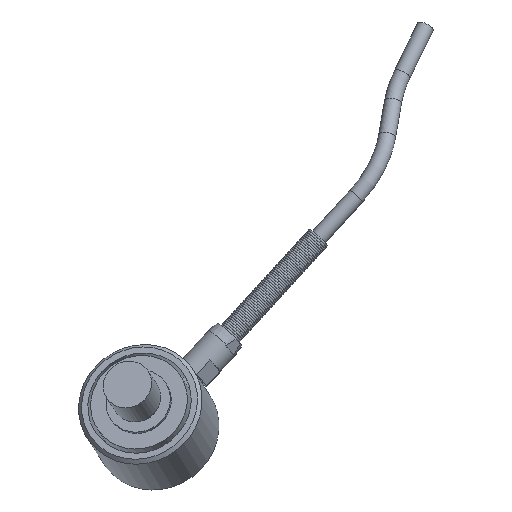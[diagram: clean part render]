
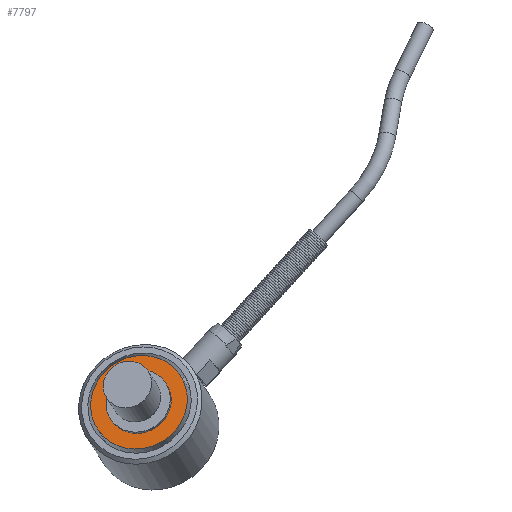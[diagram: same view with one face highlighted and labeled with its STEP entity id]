
A CAD part, isometric view. The second image highlights one B-rep face of the part: STEP entity #7797.
In plain terms, the highlighted face is planar.
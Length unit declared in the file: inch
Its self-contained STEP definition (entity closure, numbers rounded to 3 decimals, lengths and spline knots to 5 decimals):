
#6571=CARTESIAN_POINT('',(-0.25,0.,0.33));
#6572=VERTEX_POINT('',#6571);
#6573=CARTESIAN_POINT('',(0.0,0.,0.33));
#6574=DIRECTION('',(0.0,0.0,-1.0));
#6575=DIRECTION('',(1.0,0.0,0.0));
#6576=AXIS2_PLACEMENT_3D('',#6573,#6574,#6575);
#6577=CIRCLE('',#6576,0.25);
#6578=EDGE_CURVE('',#6572,#6572,#6577,.T.);
#6793=CARTESIAN_POINT('',(0.375,0.,0.33));
#6794=VERTEX_POINT('',#6793);
#6795=CARTESIAN_POINT('',(0.0,0.,0.33));
#6796=DIRECTION('',(0.0,0.0,-1.0));
#6797=DIRECTION('',(1.0,0.0,0.0));
#6798=AXIS2_PLACEMENT_3D('',#6795,#6796,#6797);
#6799=CIRCLE('',#6798,0.375);
#6800=EDGE_CURVE('',#6794,#6794,#6799,.T.);
#7786=CARTESIAN_POINT('',(0.3125,0.,0.33));
#7787=DIRECTION('',(0.0,0.0,1.0));
#7788=DIRECTION('',(1.0,0.0,0.0));
#7789=AXIS2_PLACEMENT_3D('',#7786,#7787,#7788);
#7790=PLANE('',#7789);
#7791=ORIENTED_EDGE('',*,*,#6800,.F.);
#7792=EDGE_LOOP('',(#7791));
#7793=FACE_OUTER_BOUND('',#7792,.T.);
#7794=ORIENTED_EDGE('',*,*,#6578,.T.);
#7795=EDGE_LOOP('',(#7794));
#7796=FACE_BOUND('',#7795,.T.);
#7797=ADVANCED_FACE('',(#7793,#7796),#7790,.T.);
